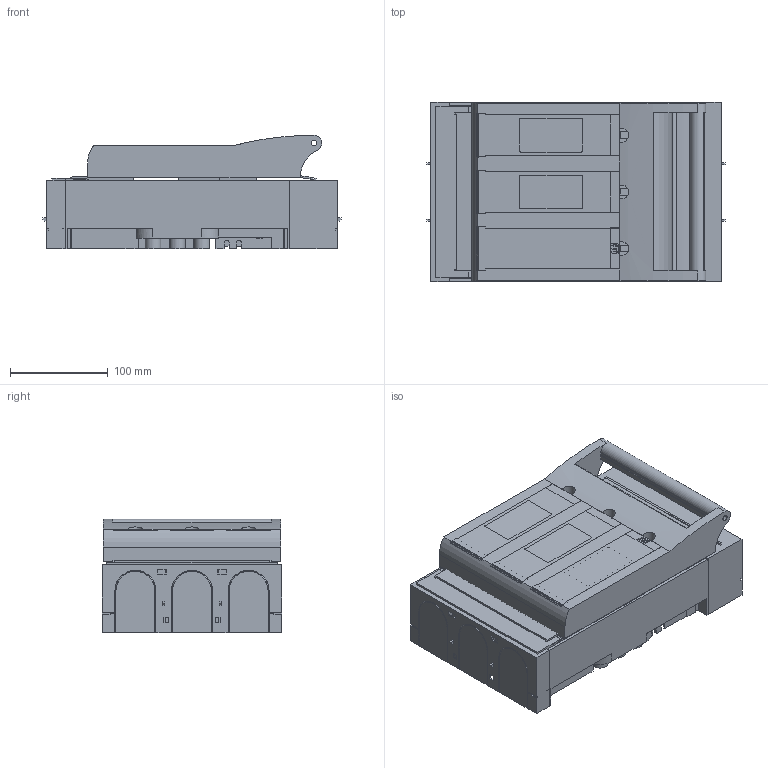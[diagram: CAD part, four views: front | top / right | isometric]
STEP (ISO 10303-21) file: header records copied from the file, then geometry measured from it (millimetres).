
FILE_DESCRIPTION((''),'2;1');
FILE_NAME('KETO-1-3_F_ASM','2021-03-29T',('marketing.praksa'),('Audax d.o.o.'),'CREO PARAMETRIC BY PTC INC, 2017480','CREO PARAMETRIC BY PTC INC, 2017480','');
FILE_SCHEMA(('AUTOMOTIVE_DESIGN { 1 0 10303 214 1 1 1 1 }'));
Products named in the file (15): 34225_L_GEHAEUSE_GR1_1; 158634_L_ANSCHLUSSLASCHE_GR1__3; 34227_L_SCHUTZABDECKUNG_GR1_OBE; 34228_L_SCHUTZABDECKUNG_GR1_U_1; 34202_L_FRONTPLATTE_GR1_1; ETI_LOGO_1_1_1_1_1_1_1_2_3_4_19; ETI_LOGO_2_1_1_1_1_1_1_2_3_4_19; ETI_LOGO_3_1_1_1_1_1_1_2_3_4_19; 34208_L_SCHEIBE_GR_1_1_2; 3P1_POKROV; ASM0090_ASM; 66113_SECHSKANTMUTTER_DIN934__2; 65746_SECHSKANTSCHRAUBE_M10X2_2; 66903_SPANNSCHEIBE_DIN6796_-1_2; KETO-1-3_F_ASM
Assembly tree (35 placements, depth 3):
  KETO-1-3_F_ASM
    34225_L_GEHAEUSE_GR1_1
    158634_L_ANSCHLUSSLASCHE_GR1__3  x6
    34227_L_SCHUTZABDECKUNG_GR1_OBE
    34228_L_SCHUTZABDECKUNG_GR1_U_1
    ASM0090_ASM
      34202_L_FRONTPLATTE_GR1_1
      ETI_LOGO_1_1_1_1_1_1_1_2_3_4_19
      ETI_LOGO_2_1_1_1_1_1_1_2_3_4_19
      ETI_LOGO_3_1_1_1_1_1_1_2_3_4_19
      34208_L_SCHEIBE_GR_1_1_2  x2
      3P1_POKROV
    66113_SECHSKANTMUTTER_DIN934__2  x6
    65746_SECHSKANTSCHRAUBE_M10X2_2  x6
    66903_SPANNSCHEIBE_DIN6796_-1_2  x6
Bounding box: 305.75 x 183.5 x 116.3 mm (x, y, z)
Volume: 1855985.5 mm3; surface area: 710597.6 mm2
Topology: 34 solids, 34 shells, 1773 faces, 5444 edges, 3654 vertices
Faces by surface type: plane 1317, cylinder 294, cone 162
Entity records: 73875 total; most frequent: CARTESIAN_POINT 9719, ORIENTED_EDGE 8860, DIRECTION 7753, PRESENTATION_STYLE_ASSIGNMENT 5836, STYLED_ITEM 5836, CURVE_STYLE 4430, EDGE_CURVE 4430, VECTOR 3739
